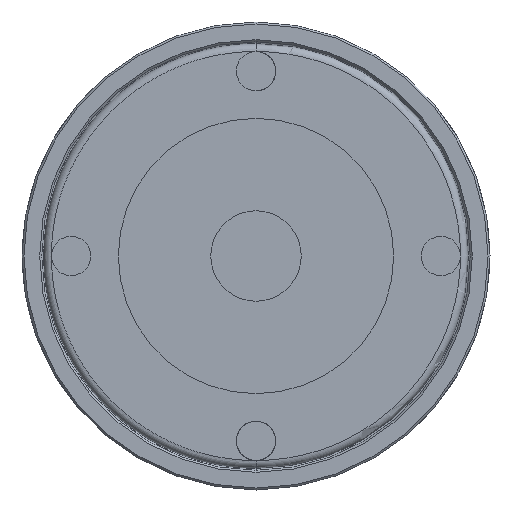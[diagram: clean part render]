
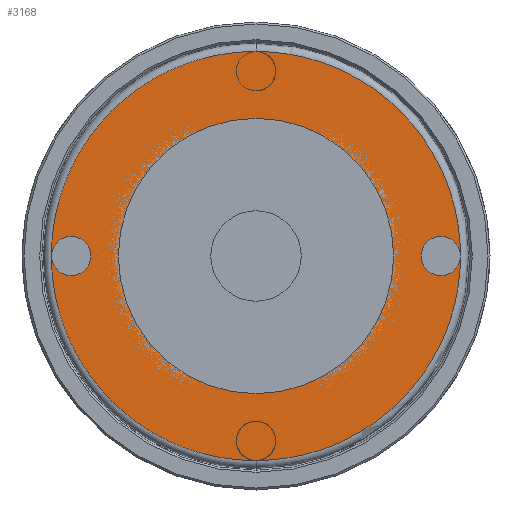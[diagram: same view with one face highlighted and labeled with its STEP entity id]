
A CAD part, front view. The second image highlights one B-rep face of the part: STEP entity #3168.
In plain terms, the highlighted planar face has unit normal (0, -1, 0).
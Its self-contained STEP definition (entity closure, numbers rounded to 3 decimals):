
#17 = EDGE_CURVE ( 'NONE', #1442, #2371, #2671, .T. ) ;
#50 = CARTESIAN_POINT ( 'NONE',  ( 59.5, 5., 0. ) ) ;
#69 = CARTESIAN_POINT ( 'NONE',  ( 59.5, 5., 0. ) ) ;
#85 = DIRECTION ( 'NONE',  ( 0., 1., 0. ) ) ;
#104 = AXIS2_PLACEMENT_3D ( 'NONE', #2321, #1847, #335 ) ;
#110 = DIRECTION ( 'NONE',  ( 0., 0., -1. ) ) ;
#171 = DIRECTION ( 'NONE',  ( 0., 1., 0. ) ) ;
#175 = CARTESIAN_POINT ( 'NONE',  ( 59.5, 5., 54. ) ) ;
#232 = CARTESIAN_POINT ( 'NONE',  ( 59.5, 5., 8. ) ) ;
#255 = CARTESIAN_POINT ( 'NONE',  ( 59.5, 5., -54. ) ) ;
#306 = DIRECTION ( 'NONE',  ( 0., 0., -1. ) ) ;
#325 = AXIS2_PLACEMENT_3D ( 'NONE', #2649, #390, #1741 ) ;
#328 = ORIENTED_EDGE ( 'NONE', *, *, #2331, .T. ) ;
#335 = DIRECTION ( 'NONE',  ( 0., 0., -1. ) ) ;
#372 = VERTEX_POINT ( 'NONE', #3180 ) ;
#390 = DIRECTION ( 'NONE',  ( 0., -1., 0. ) ) ;
#418 = CARTESIAN_POINT ( 'NONE',  ( 12.5, 5., 0. ) ) ;
#426 = DIRECTION ( 'NONE',  ( 0., 0., -1. ) ) ;
#559 = ORIENTED_EDGE ( 'NONE', *, *, #1700, .T. ) ;
#599 = CIRCLE ( 'NONE', #619, 54. ) ;
#615 = AXIS2_PLACEMENT_3D ( 'NONE', #1613, #85, #1856 ) ;
#619 = AXIS2_PLACEMENT_3D ( 'NONE', #69, #1598, #3089 ) ;
#727 = CIRCLE ( 'NONE', #951, 8. ) ;
#747 = ORIENTED_EDGE ( 'NONE', *, *, #1435, .T. ) ;
#774 = DIRECTION ( 'NONE',  ( 0., 1., 0. ) ) ;
#951 = AXIS2_PLACEMENT_3D ( 'NONE', #50, #2049, #306 ) ;
#996 = ORIENTED_EDGE ( 'NONE', *, *, #2836, .T. ) ;
#1097 = CARTESIAN_POINT ( 'NONE',  ( 106.5, 5., -5. ) ) ;
#1100 = CARTESIAN_POINT ( 'NONE',  ( 12.5, 5., 5. ) ) ;
#1115 = CIRCLE ( 'NONE', #325, 54. ) ;
#1131 = ORIENTED_EDGE ( 'NONE', *, *, #1536, .T. ) ;
#1168 = CARTESIAN_POINT ( 'NONE',  ( 59.5, 5., -8. ) ) ;
#1263 = DIRECTION ( 'NONE',  ( 0., 1., 0. ) ) ;
#1264 = VERTEX_POINT ( 'NONE', #175 ) ;
#1373 = VERTEX_POINT ( 'NONE', #1168 ) ;
#1387 = CARTESIAN_POINT ( 'NONE',  ( 59.5, 5., 0. ) ) ;
#1417 = DIRECTION ( 'NONE',  ( 0., 1., 0. ) ) ;
#1435 = EDGE_CURVE ( 'NONE', #372, #3250, #2155, .T. ) ;
#1442 = VERTEX_POINT ( 'NONE', #2496 ) ;
#1536 = EDGE_CURVE ( 'NONE', #3094, #1264, #1115, .T. ) ;
#1558 = CIRCLE ( 'NONE', #2267, 8. ) ;
#1598 = DIRECTION ( 'NONE',  ( 0., -1., 0. ) ) ;
#1603 = PLANE ( 'NONE',  #104 ) ;
#1613 = CARTESIAN_POINT ( 'NONE',  ( 12.5, 5., 0. ) ) ;
#1700 = EDGE_CURVE ( 'NONE', #2610, #1373, #1558, .T. ) ;
#1729 = ORIENTED_EDGE ( 'NONE', *, *, #17, .T. ) ;
#1741 = DIRECTION ( 'NONE',  ( 0., 0., -1. ) ) ;
#1847 = DIRECTION ( 'NONE',  ( 0., -1., 0. ) ) ;
#1856 = DIRECTION ( 'NONE',  ( 0., 0., -1. ) ) ;
#2049 = DIRECTION ( 'NONE',  ( 0., 1., 0. ) ) ;
#2153 = ORIENTED_EDGE ( 'NONE', *, *, #2315, .T. ) ;
#2155 = CIRCLE ( 'NONE', #2698, 5. ) ;
#2169 = DIRECTION ( 'NONE',  ( 0., 0., -1. ) ) ;
#2208 = CIRCLE ( 'NONE', #2422, 5. ) ;
#2216 = EDGE_LOOP ( 'NONE', ( #2153, #559 ) ) ;
#2235 = EDGE_LOOP ( 'NONE', ( #747, #2717 ) ) ;
#2267 = AXIS2_PLACEMENT_3D ( 'NONE', #1387, #1417, #110 ) ;
#2315 = EDGE_CURVE ( 'NONE', #1373, #2610, #727, .T. ) ;
#2321 = CARTESIAN_POINT ( 'NONE',  ( 5., 5., 0. ) ) ;
#2331 = EDGE_CURVE ( 'NONE', #1264, #3094, #599, .T. ) ;
#2371 = VERTEX_POINT ( 'NONE', #1097 ) ;
#2393 = DIRECTION ( 'NONE',  ( 0., 0., -1. ) ) ;
#2422 = AXIS2_PLACEMENT_3D ( 'NONE', #2701, #171, #426 ) ;
#2438 = CIRCLE ( 'NONE', #615, 5. ) ;
#2487 = CARTESIAN_POINT ( 'NONE',  ( 106.5, 5., 0. ) ) ;
#2496 = CARTESIAN_POINT ( 'NONE',  ( 106.5, 5., 5. ) ) ;
#2513 = FACE_BOUND ( 'NONE', #3062, .T. ) ;
#2523 = FACE_OUTER_BOUND ( 'NONE', #2752, .T. ) ;
#2528 = FACE_BOUND ( 'NONE', #2216, .T. ) ;
#2561 = FACE_BOUND ( 'NONE', #2235, .T. ) ;
#2610 = VERTEX_POINT ( 'NONE', #232 ) ;
#2649 = CARTESIAN_POINT ( 'NONE',  ( 59.5, 5., 0. ) ) ;
#2671 = CIRCLE ( 'NONE', #2738, 5. ) ;
#2698 = AXIS2_PLACEMENT_3D ( 'NONE', #418, #774, #2169 ) ;
#2701 = CARTESIAN_POINT ( 'NONE',  ( 106.5, 5., 0. ) ) ;
#2717 = ORIENTED_EDGE ( 'NONE', *, *, #3225, .T. ) ;
#2738 = AXIS2_PLACEMENT_3D ( 'NONE', #2487, #1263, #2393 ) ;
#2752 = EDGE_LOOP ( 'NONE', ( #1131, #328 ) ) ;
#2836 = EDGE_CURVE ( 'NONE', #2371, #1442, #2208, .T. ) ;
#3062 = EDGE_LOOP ( 'NONE', ( #996, #1729 ) ) ;
#3089 = DIRECTION ( 'NONE',  ( 0., 0., -1. ) ) ;
#3094 = VERTEX_POINT ( 'NONE', #255 ) ;
#3168 = ADVANCED_FACE ( 'NONE', ( #2513, #2561, #2523, #2528 ), #1603, .T. ) ;
#3180 = CARTESIAN_POINT ( 'NONE',  ( 12.5, 5., -5. ) ) ;
#3225 = EDGE_CURVE ( 'NONE', #3250, #372, #2438, .T. ) ;
#3250 = VERTEX_POINT ( 'NONE', #1100 ) ;
